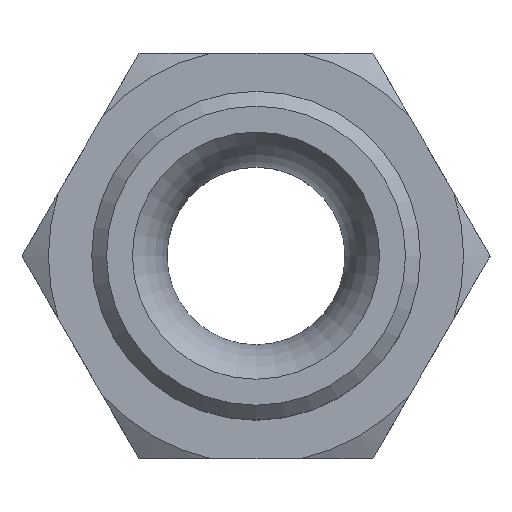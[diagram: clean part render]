
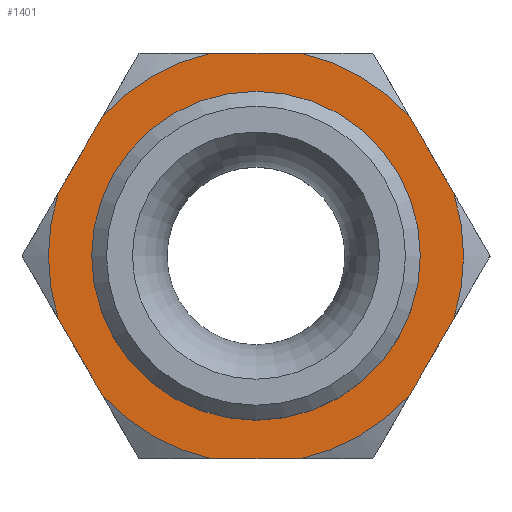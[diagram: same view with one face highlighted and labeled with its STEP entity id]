
A CAD part, top view. The second image highlights one B-rep face of the part: STEP entity #1401.
In plain terms, the highlighted face is planar.
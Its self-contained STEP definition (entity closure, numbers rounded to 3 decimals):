
#672=VECTOR('',#1135,1.);
#674=VECTOR('',#1143,1.);
#676=VECTOR('',#1155,1.);
#677=VECTOR('',#1158,1.);
#678=VECTOR('',#1161,1.);
#679=VECTOR('',#1164,1.);
#684=LINE('',#1463,#672);
#686=LINE('',#1472,#674);
#688=LINE('',#1483,#676);
#689=LINE('',#1487,#677);
#690=LINE('',#1491,#678);
#691=LINE('',#1495,#679);
#762=ORIENTED_EDGE('',*,*,#960,.T.);
#763=ORIENTED_EDGE('',*,*,#961,.F.);
#764=ORIENTED_EDGE('',*,*,#962,.T.);
#765=ORIENTED_EDGE('',*,*,#963,.F.);
#766=ORIENTED_EDGE('',*,*,#964,.T.);
#767=ORIENTED_EDGE('',*,*,#965,.F.);
#768=ORIENTED_EDGE('',*,*,#966,.F.);
#769=ORIENTED_EDGE('',*,*,#967,.F.);
#770=ORIENTED_EDGE('',*,*,#968,.F.);
#771=ORIENTED_EDGE('',*,*,#951,.F.);
#772=ORIENTED_EDGE('',*,*,#969,.F.);
#773=ORIENTED_EDGE('',*,*,#955,.F.);
#774=ORIENTED_EDGE('',*,*,#970,.F.);
#873=CIRCLE('',#1318,21.);
#874=CIRCLE('',#1319,21.);
#875=CIRCLE('',#1320,21.);
#876=CIRCLE('',#1321,21.);
#877=CIRCLE('',#1322,21.);
#878=CIRCLE('',#1323,21.);
#879=CIRCLE('',#1324,16.625);
#903=VERTEX_POINT('',#1460);
#904=VERTEX_POINT('',#1462);
#907=VERTEX_POINT('',#1470);
#908=VERTEX_POINT('',#1471);
#911=VERTEX_POINT('',#1480);
#912=VERTEX_POINT('',#1482);
#913=VERTEX_POINT('',#1484);
#914=VERTEX_POINT('',#1486);
#915=VERTEX_POINT('',#1488);
#916=VERTEX_POINT('',#1490);
#917=VERTEX_POINT('',#1492);
#918=VERTEX_POINT('',#1494);
#919=VERTEX_POINT('',#1498);
#951=EDGE_CURVE('',#903,#904,#684,.T.);
#955=EDGE_CURVE('',#907,#908,#686,.T.);
#960=EDGE_CURVE('',#907,#911,#873,.T.);
#961=EDGE_CURVE('',#912,#911,#688,.T.);
#962=EDGE_CURVE('',#912,#913,#874,.T.);
#963=EDGE_CURVE('',#914,#913,#689,.T.);
#964=EDGE_CURVE('',#914,#915,#875,.T.);
#965=EDGE_CURVE('',#916,#915,#690,.T.);
#966=EDGE_CURVE('',#917,#916,#876,.T.);
#967=EDGE_CURVE('',#918,#917,#691,.T.);
#968=EDGE_CURVE('',#904,#918,#877,.T.);
#969=EDGE_CURVE('',#908,#903,#878,.T.);
#970=EDGE_CURVE('',#919,#919,#879,.T.);
#1009=EDGE_LOOP('',(#762,#763,#764,#765,#766,#767,#768,#769,#770,#771,#772,
#773));
#1010=EDGE_LOOP('',(#774));
#1061=FACE_BOUND('',#1009,.T.);
#1062=FACE_BOUND('',#1010,.T.);
#1135=DIRECTION('',(-4.555,0.,-7.89));
#1143=DIRECTION('',(-9.11,0.,0.));
#1151=DIRECTION('',(0.,1.,0.));
#1152=DIRECTION('',(1.,0.,0.));
#1153=DIRECTION('',(0.,1.,0.));
#1154=DIRECTION('',(4.555,0.,20.5));
#1155=DIRECTION('',(-4.555,0.,7.89));
#1156=DIRECTION('',(0.,1.,0.));
#1157=DIRECTION('',(20.031,0.,6.305));
#1158=DIRECTION('',(4.555,0.,7.89));
#1159=DIRECTION('',(0.,1.,0.));
#1160=DIRECTION('',(15.476,0.,-14.195));
#1161=DIRECTION('',(9.11,0.,0.));
#1162=DIRECTION('',(0.,-1.,0.));
#1163=DIRECTION('',(-15.476,0.,-14.195));
#1164=DIRECTION('',(4.555,0.,-7.89));
#1165=DIRECTION('',(0.,-1.,0.));
#1166=DIRECTION('',(-20.031,0.,6.305));
#1167=DIRECTION('',(0.,-1.,0.));
#1168=DIRECTION('',(-4.555,0.,20.5));
#1169=DIRECTION('',(0.,1.,0.));
#1170=DIRECTION('',(16.625,0.,0.));
#1317=AXIS2_PLACEMENT_3D('',#1479,#1151,#1152);
#1318=AXIS2_PLACEMENT_3D('',#1481,#1153,#1154);
#1319=AXIS2_PLACEMENT_3D('',#1485,#1156,#1157);
#1320=AXIS2_PLACEMENT_3D('',#1489,#1159,#1160);
#1321=AXIS2_PLACEMENT_3D('',#1493,#1162,#1163);
#1322=AXIS2_PLACEMENT_3D('',#1496,#1165,#1166);
#1323=AXIS2_PLACEMENT_3D('',#1497,#1167,#1168);
#1324=AXIS2_PLACEMENT_3D('',#1499,#1169,#1170);
#1390=PLANE('',#1317);
#1401=ADVANCED_FACE('',(#1061,#1062),#1390,.T.);
#1460=CARTESIAN_POINT('',(9.988,31.808,14.195));
#1462=CARTESIAN_POINT('',(5.433,31.808,6.305));
#1463=CARTESIAN_POINT('',(9.988,31.808,14.195));
#1470=CARTESIAN_POINT('',(30.019,31.808,20.5));
#1471=CARTESIAN_POINT('',(20.909,31.808,20.5));
#1472=CARTESIAN_POINT('',(30.019,31.808,20.5));
#1479=CARTESIAN_POINT('',(45.495,31.808,6.305));
#1480=CARTESIAN_POINT('',(40.94,31.808,14.195));
#1481=CARTESIAN_POINT('',(25.464,31.808,0.));
#1482=CARTESIAN_POINT('',(45.495,31.808,6.305));
#1483=CARTESIAN_POINT('',(45.495,31.808,6.305));
#1484=CARTESIAN_POINT('',(45.495,31.808,-6.305));
#1485=CARTESIAN_POINT('',(25.464,31.808,0.));
#1486=CARTESIAN_POINT('',(40.94,31.808,-14.195));
#1487=CARTESIAN_POINT('',(40.94,31.808,-14.195));
#1488=CARTESIAN_POINT('',(30.019,31.808,-20.5));
#1489=CARTESIAN_POINT('',(25.464,31.808,0.));
#1490=CARTESIAN_POINT('',(20.909,31.808,-20.5));
#1491=CARTESIAN_POINT('',(20.909,31.808,-20.5));
#1492=CARTESIAN_POINT('',(9.988,31.808,-14.195));
#1493=CARTESIAN_POINT('',(25.464,31.808,0.));
#1494=CARTESIAN_POINT('',(5.433,31.808,-6.305));
#1495=CARTESIAN_POINT('',(5.433,31.808,-6.305));
#1496=CARTESIAN_POINT('',(25.464,31.808,0.));
#1497=CARTESIAN_POINT('',(25.464,31.808,0.));
#1498=CARTESIAN_POINT('',(42.088,31.808,0.));
#1499=CARTESIAN_POINT('',(25.464,31.808,0.));
